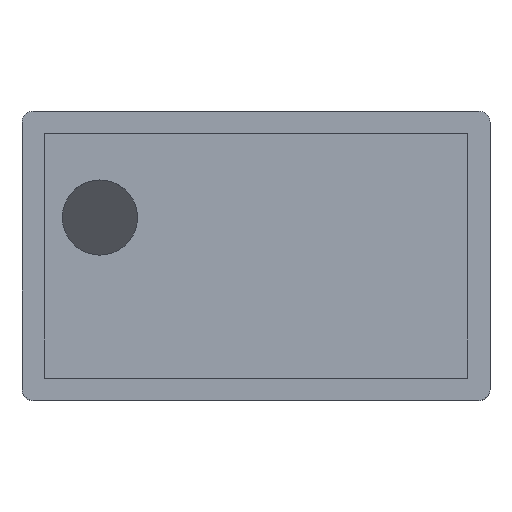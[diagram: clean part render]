
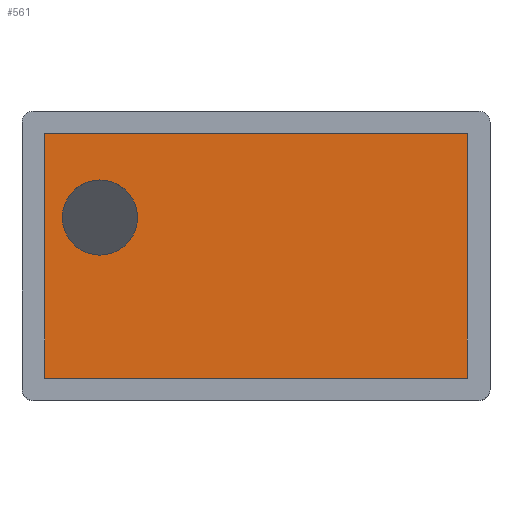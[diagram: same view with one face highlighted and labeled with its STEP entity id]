
A CAD part, top view. The second image highlights one B-rep face of the part: STEP entity #561.
In plain terms, the highlighted planar face has unit normal (0, 0, 1).
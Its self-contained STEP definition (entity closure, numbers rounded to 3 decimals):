
#22=FACE_BOUND('',#213,.T.);
#33=PLANE('',#637);
#79=LINE('',#991,#127);
#80=LINE('',#993,#128);
#81=LINE('',#995,#129);
#82=LINE('',#996,#130);
#127=VECTOR('',#799,10.);
#128=VECTOR('',#800,10.);
#129=VECTOR('',#801,10.);
#130=VECTOR('',#802,10.);
#175=FACE_OUTER_BOUND('',#212,.T.);
#212=EDGE_LOOP('',(#506,#507,#508,#509));
#213=EDGE_LOOP('',(#510));
#247=CIRCLE('',#632,4.);
#288=VERTEX_POINT('',#971);
#293=VERTEX_POINT('',#989);
#294=VERTEX_POINT('',#990);
#295=VERTEX_POINT('',#992);
#296=VERTEX_POINT('',#994);
#358=EDGE_CURVE('',#288,#288,#247,.T.);
#367=EDGE_CURVE('',#293,#294,#79,.T.);
#368=EDGE_CURVE('',#295,#293,#80,.T.);
#369=EDGE_CURVE('',#296,#295,#81,.T.);
#370=EDGE_CURVE('',#294,#296,#82,.T.);
#506=ORIENTED_EDGE('',*,*,#367,.F.);
#507=ORIENTED_EDGE('',*,*,#368,.F.);
#508=ORIENTED_EDGE('',*,*,#369,.F.);
#509=ORIENTED_EDGE('',*,*,#370,.F.);
#510=ORIENTED_EDGE('',*,*,#358,.T.);
#561=ADVANCED_FACE('',(#175,#22),#33,.T.);
#632=AXIS2_PLACEMENT_3D('',#972,#780,#781);
#637=AXIS2_PLACEMENT_3D('',#988,#797,#798);
#780=DIRECTION('center_axis',(0.,0.,-1.));
#781=DIRECTION('ref_axis',(1.,0.,0.));
#797=DIRECTION('center_axis',(0.,0.,1.));
#798=DIRECTION('ref_axis',(0.,1.,0.));
#799=DIRECTION('',(0.,1.,0.));
#800=DIRECTION('',(-1.,0.,0.));
#801=DIRECTION('',(0.,-1.,0.));
#802=DIRECTION('',(1.,0.,0.));
#971=CARTESIAN_POINT('',(-20.61,4.109,0.));
#972=CARTESIAN_POINT('Origin',(-16.61,4.109,0.));
#988=CARTESIAN_POINT('Origin',(24.9,-15.4,0.));
#989=CARTESIAN_POINT('',(-22.5,-13.,0.));
#990=CARTESIAN_POINT('',(-22.5,13.,0.));
#991=CARTESIAN_POINT('',(-22.5,-13.,0.));
#992=CARTESIAN_POINT('',(22.5,-13.,0.));
#993=CARTESIAN_POINT('',(22.5,-13.,0.));
#994=CARTESIAN_POINT('',(22.5,13.,0.));
#995=CARTESIAN_POINT('',(22.5,13.,0.));
#996=CARTESIAN_POINT('',(-22.5,13.,0.));
